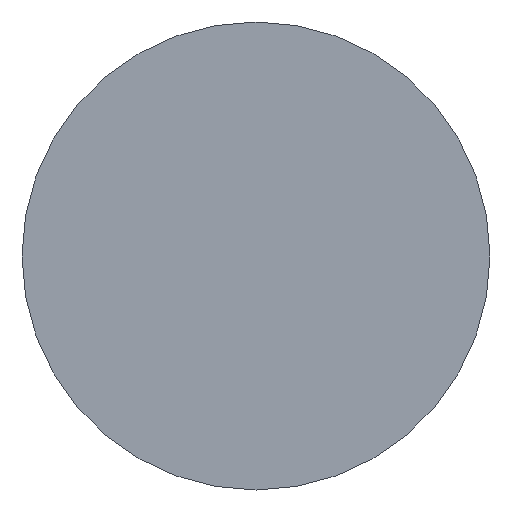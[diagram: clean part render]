
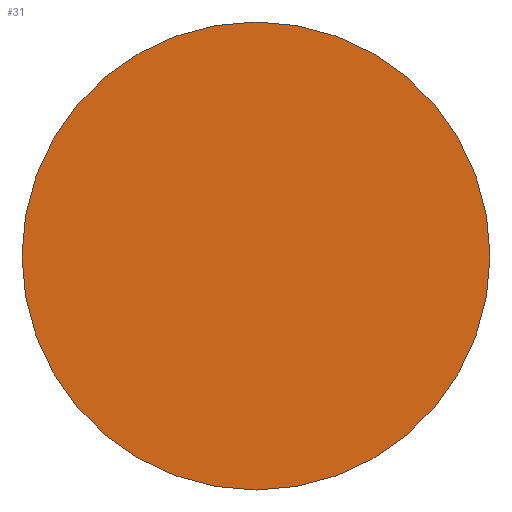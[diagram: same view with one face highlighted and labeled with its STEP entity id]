
A CAD part, front view. The second image highlights one B-rep face of the part: STEP entity #31.
In plain terms, the highlighted planar face has unit normal (0, -1, 0).
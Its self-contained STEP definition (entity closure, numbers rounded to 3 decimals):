
#31 = ADVANCED_FACE( '', ( #62 ), #63, .F. );
#62 = FACE_OUTER_BOUND( '', #95, .T. );
#63 = PLANE( '', #96 );
#95 = EDGE_LOOP( '', ( #122 ) );
#96 = AXIS2_PLACEMENT_3D( '', #123, #124, #125 );
#122 = ORIENTED_EDGE( '', *, *, #162, .T. );
#123 = CARTESIAN_POINT( '', ( 6.5, 0., 0. ) );
#124 = DIRECTION( '', ( 0., 1., 0. ) );
#125 = DIRECTION( '', ( 0., 0., 1. ) );
#162 = EDGE_CURVE( '', #175, #175, #176, .T. );
#175 = VERTEX_POINT( '', #194 );
#176 = CIRCLE( '', #195, 6.5 );
#194 = CARTESIAN_POINT( '', ( 0., 0., -6.5 ) );
#195 = AXIS2_PLACEMENT_3D( '', #212, #213, #214 );
#212 = CARTESIAN_POINT( '', ( 0., 0., 0. ) );
#213 = DIRECTION( '', ( 0., -1., 0. ) );
#214 = DIRECTION( '', ( 0., 0., -1. ) );
